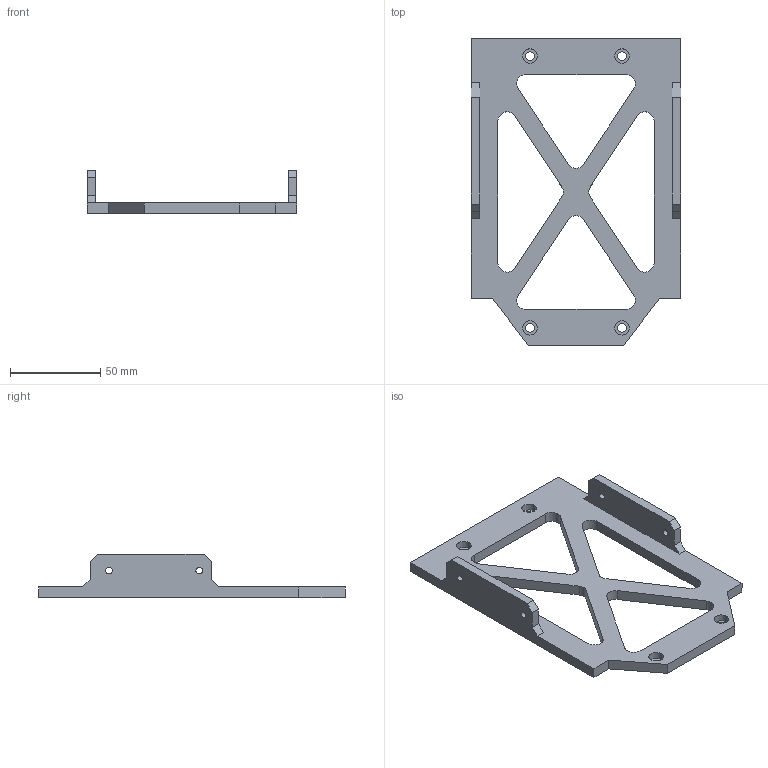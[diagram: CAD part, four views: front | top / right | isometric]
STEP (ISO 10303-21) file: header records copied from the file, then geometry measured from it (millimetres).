
FILE_DESCRIPTION (( 'STEP AP203' ), '1' );
FILE_NAME ('power supply adapter.STEP', '2018-02-12T13:22:15', ( '' ), ( '' ), 'SwSTEP 2.0', 'SolidWorks 2017', '' );
FILE_SCHEMA (( 'CONFIG_CONTROL_DESIGN' ));
Length unit declared in the file: millimetre
Products named in the file (1): power supply adapter
Bounding box: 116 x 170 x 24 mm (x, y, z)
Volume: 73911.8 mm3; surface area: 34747.2 mm2
Topology: 1 solids, 1 shells, 81 faces, 225 edges, 150 vertices
Faces by surface type: plane 42, cylinder 39
Entity records: 2742 total; most frequent: DIRECTION 467, CARTESIAN_POINT 457, ORIENTED_EDGE 450, EDGE_CURVE 225, AXIS2_PLACEMENT_3D 160, VERTEX_POINT 150, LINE 147, VECTOR 147
